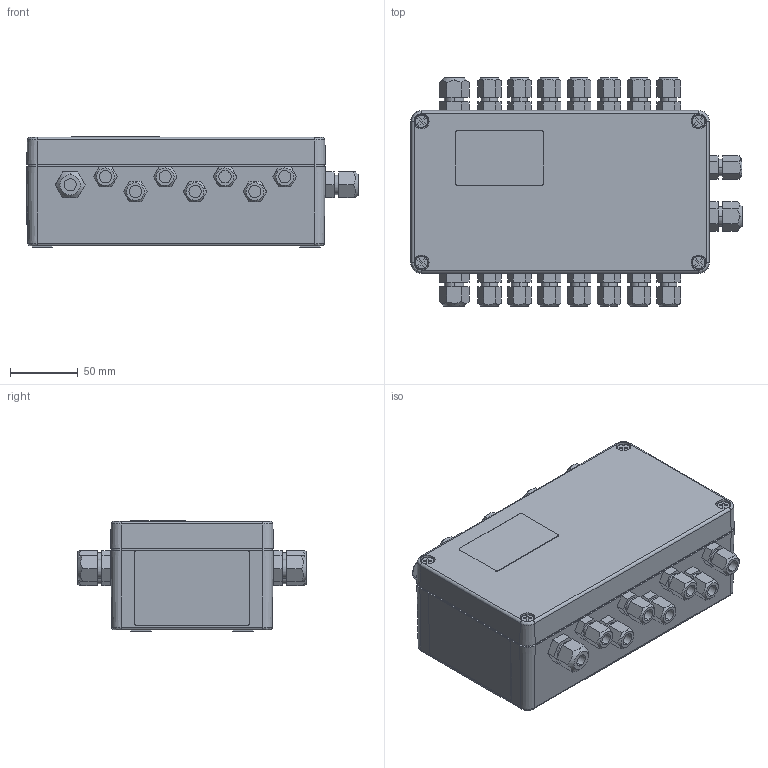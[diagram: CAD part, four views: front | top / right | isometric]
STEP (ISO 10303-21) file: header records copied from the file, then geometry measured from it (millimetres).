
FILE_DESCRIPTION (( 'STEP AP214' ), '1' );
FILE_NAME ('NM2TAG_351335.STEP', '2015-02-17T14:14:16', ( 'Admin1' ), ( '' ), 'SwSTEP 2.0', 'SolidWorks 2014', '' );
FILE_SCHEMA (( 'AUTOMOTIVE_DESIGN' ));
Length unit declared in the file: millimetre
Products named in the file (1): NM2TAG_351335
Bounding box: 244.43 x 168 x 81.5 mm (x, y, z)
Surface area: 164405.5 mm2 (no closed solid volume)
Topology: 0 solids, 44 shells, 549 faces, 1527 edges, 1024 vertices
Faces by surface type: plane 373, cylinder 88, cone 72, bspline 16
Entity records: 24524 total; most frequent: CARTESIAN_POINT 4813, DIRECTION 2735, ORIENTED_EDGE 2640, EDGE_CURVE 1527, VERTEX_POINT 1024, LINE 1003, VECTOR 1003, AXIS2_PLACEMENT_3D 866
